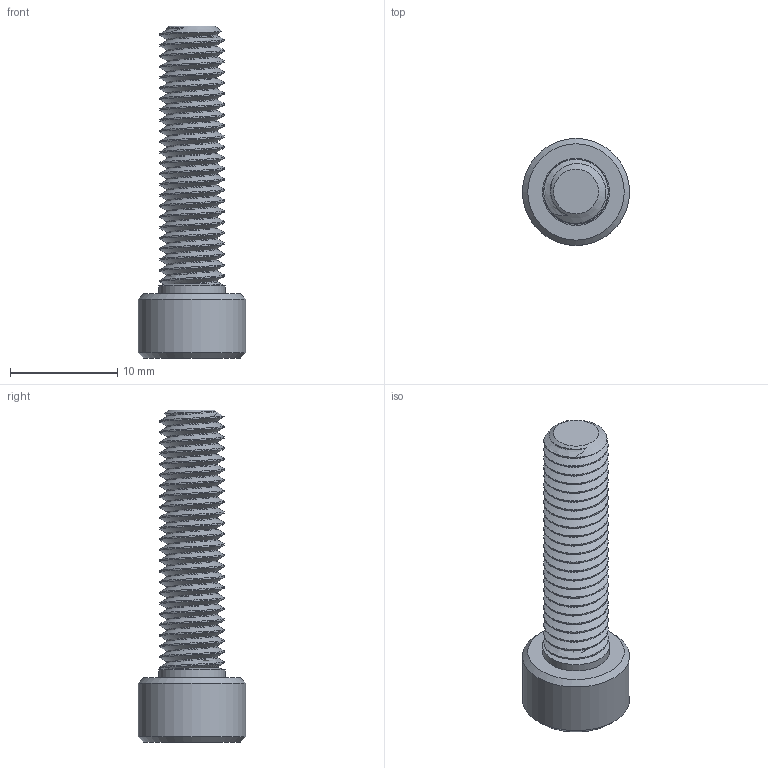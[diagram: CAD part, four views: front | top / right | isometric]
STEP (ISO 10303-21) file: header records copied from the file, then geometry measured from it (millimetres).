
FILE_DESCRIPTION(/* description */ (''),/* implementation_level */ '2;1');
FILE_NAME(/* name */ '90128A265_Zinc-Plated Alloy Steel Socket Head Screw.step',/* time_stamp */ '2022-08-23T12:53:56-03:00',/* author */ (''),/* organization */ (''),/* preprocessor_version */ 'ST-DEVELOPER v19',/* originating_system */ 'Autodesk Translation Framework v11.7.0.108',/* authorisation */ '');
FILE_SCHEMA (('AUTOMOTIVE_DESIGN { 1 0 10303 214 3 1 1 }'));
Length unit declared in the file: millimetre
Products named in the file (1): 90128A265_Zinc-Plated Alloy Steel Socket Head Screw
Bounding box: 10 x 10 x 31 mm (x, y, z)
Volume: 952.3 mm3; surface area: 1104.6 mm2
Topology: 1 solids, 1 shells, 74 faces, 197 edges, 127 vertices
Faces by surface type: cylinder 52, cone 10, plane 10, bspline 2
Full cylindrical faces by diameter (mm): 4.701 x23, 6 x23, 6.254 x1, 10 x1
Entity records: 6849 total; most frequent: CARTESIAN_POINT 5194, ORIENTED_EDGE 394, DIRECTION 252, EDGE_CURVE 197, VERTEX_POINT 127, B_SPLINE_CURVE_WITH_KNOTS 105, AXIS2_PLACEMENT_3D 93, EDGE_LOOP 76
